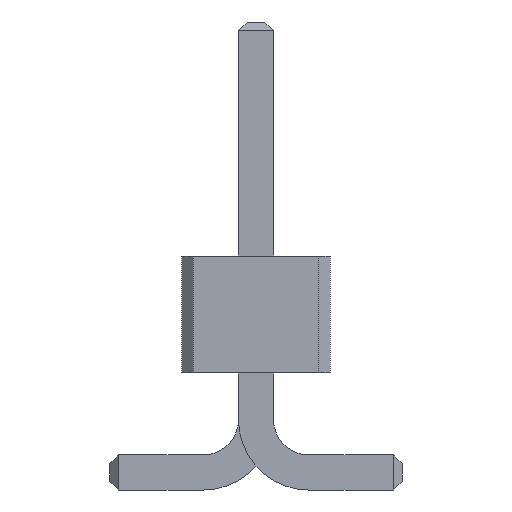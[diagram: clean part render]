
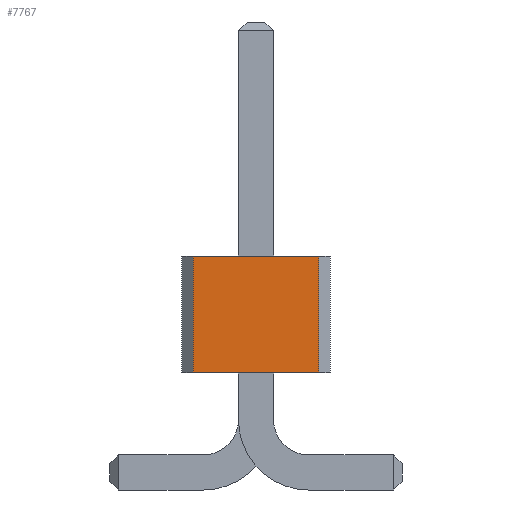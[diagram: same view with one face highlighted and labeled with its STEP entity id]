
A CAD part, front view. The second image highlights one B-rep face of the part: STEP entity #7767.
In plain terms, the highlighted planar face has unit normal (0, -1, 0).
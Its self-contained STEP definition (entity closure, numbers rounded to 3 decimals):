
#767 = VERTEX_POINT('',#768);
#768 = CARTESIAN_POINT('',(0.535,-14.5,1.));
#774 = EDGE_CURVE('',#775,#767,#777,.T.);
#775 = VERTEX_POINT('',#776);
#776 = CARTESIAN_POINT('',(-0.535,-14.5,1.));
#777 = LINE('',#778,#779);
#778 = CARTESIAN_POINT('',(-0.635,-14.5,1.));
#779 = VECTOR('',#780,1.);
#780 = DIRECTION('',(1.,0.,0.));
#3185 = VERTEX_POINT('',#3186);
#3186 = CARTESIAN_POINT('',(-0.535,-14.5,2.));
#3192 = EDGE_CURVE('',#3185,#3193,#3195,.T.);
#3193 = VERTEX_POINT('',#3194);
#3194 = CARTESIAN_POINT('',(0.535,-14.5,2.));
#3195 = LINE('',#3196,#3197);
#3196 = CARTESIAN_POINT('',(-0.635,-14.5,2.));
#3197 = VECTOR('',#3198,1.);
#3198 = DIRECTION('',(1.,0.,0.));
#7757 = EDGE_CURVE('',#775,#3185,#7758,.T.);
#7758 = LINE('',#7759,#7760);
#7759 = CARTESIAN_POINT('',(-0.535,-14.5,1.));
#7760 = VECTOR('',#7761,1.);
#7761 = DIRECTION('',(0.,0.,1.));
#7767 = ADVANCED_FACE('',(#7768),#7779,.F.);
#7768 = FACE_BOUND('',#7769,.F.);
#7769 = EDGE_LOOP('',(#7770,#7771,#7772,#7773));
#7770 = ORIENTED_EDGE('',*,*,#774,.F.);
#7771 = ORIENTED_EDGE('',*,*,#7757,.T.);
#7772 = ORIENTED_EDGE('',*,*,#3192,.T.);
#7773 = ORIENTED_EDGE('',*,*,#7774,.F.);
#7774 = EDGE_CURVE('',#767,#3193,#7775,.T.);
#7775 = LINE('',#7776,#7777);
#7776 = CARTESIAN_POINT('',(0.535,-14.5,1.));
#7777 = VECTOR('',#7778,1.);
#7778 = DIRECTION('',(0.,0.,1.));
#7779 = PLANE('',#7780);
#7780 = AXIS2_PLACEMENT_3D('',#7781,#7782,#7783);
#7781 = CARTESIAN_POINT('',(-0.635,-14.5,1.));
#7782 = DIRECTION('',(0.,1.,0.));
#7783 = DIRECTION('',(1.,0.,0.));
